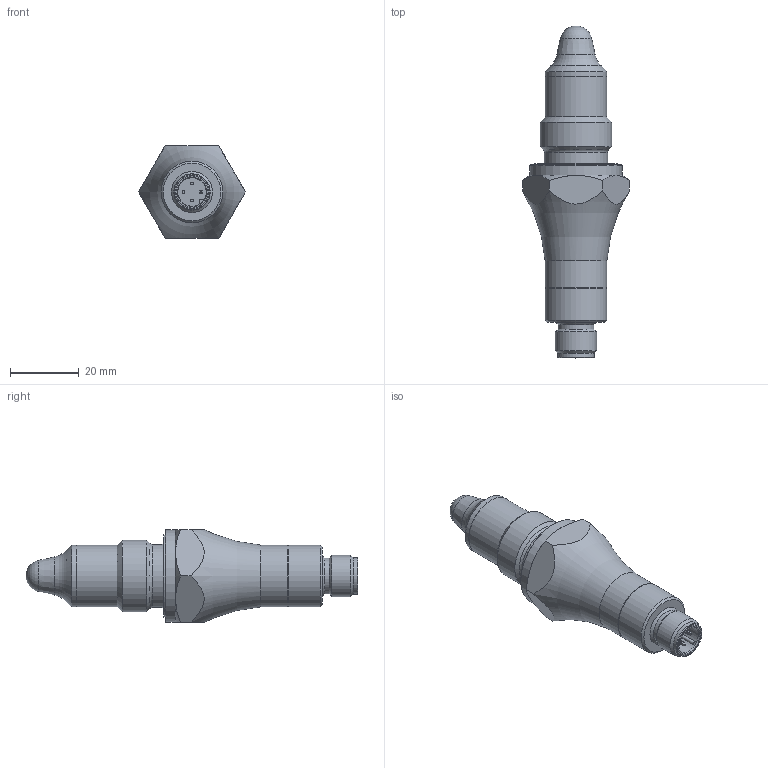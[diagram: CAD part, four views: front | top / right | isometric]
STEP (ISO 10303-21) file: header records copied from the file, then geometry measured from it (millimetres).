
FILE_DESCRIPTION( ( 'Unknown' ), '1' );
FILE_NAME( 'LBFS-x3Axxx.step', 'Unknown', ( 'Unknown' ), ( 'Unknown' ), 'PSStep 15.0.49', 'Unknown', ' ' );
FILE_SCHEMA( ( 'AUTOMOTIVE_DESIGN { 1 0 10303 214 1 1 1 1 }' ) );
Length unit declared in the file: millimetre
Products named in the file (1): 11108652
Bounding box: 31.18 x 96.85 x 27 mm (x, y, z)
Volume: 27181.1 mm3; surface area: 7307.5 mm2
Topology: 1 solids, 1 shells, 109 faces, 265 edges, 170 vertices
Faces by surface type: plane 55, cylinder 32, cone 15, torus 6, sphere 1
Full cylindrical faces by diameter (mm): 9.4 x1, 9.6 x1, 10.4 x1, 10.6 x1, 12 x1, 18 x4, 18.4 x1, 18.5 x1, 20.955 x1, 24 x1, 26.9 x1
Entity records: 4024 total; most frequent: CARTESIAN_POINT 821, DIRECTION 458, ORIENTED_EDGE 436, EDGE_CURVE 218, AXIS2_PLACEMENT_3D 174, VERTEX_POINT 161, EDGE_LOOP 157, FACE_OUTER_BOUND 129
